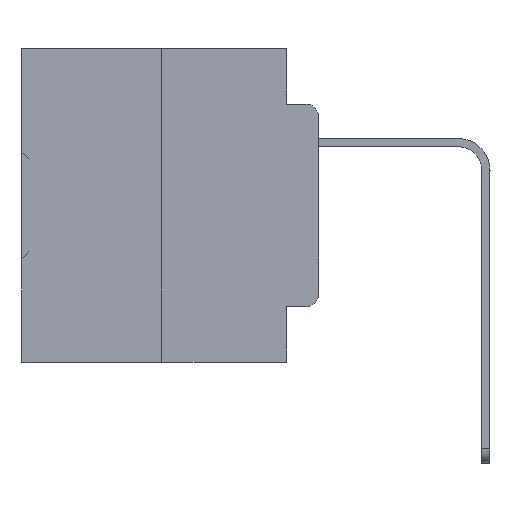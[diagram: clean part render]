
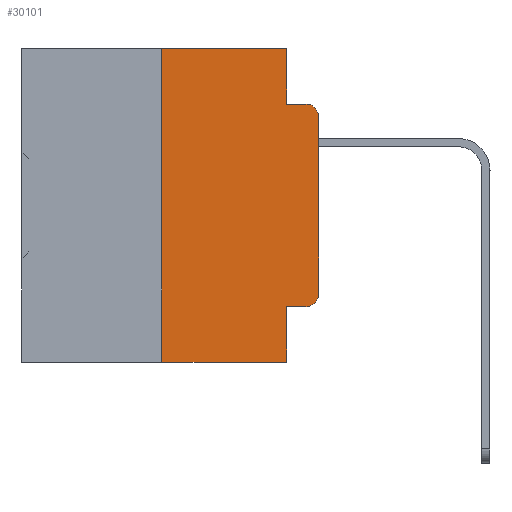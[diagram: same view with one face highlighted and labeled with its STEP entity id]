
A CAD part, left-side view. The second image highlights one B-rep face of the part: STEP entity #30101.
In plain terms, the highlighted planar face has unit normal (-1, 0, 0).
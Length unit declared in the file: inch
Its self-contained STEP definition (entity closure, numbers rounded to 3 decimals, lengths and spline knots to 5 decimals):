
#620 = VERTEX_POINT ( 'NONE', #32259 ) ;
#651 = ORIENTED_EDGE ( 'NONE', *, *, #33585, .T. ) ;
#972 = EDGE_CURVE ( 'NONE', #17085, #32882, #25195, .T. ) ;
#1373 = DIRECTION ( 'NONE',  ( 0., 0., -1. ) ) ;
#1459 = CARTESIAN_POINT ( 'NONE',  ( 0., 0.02, -0.0885 ) ) ;
#1689 = CARTESIAN_POINT ( 'NONE',  ( 0., 0.051, -0.4115 ) ) ;
#1696 = CARTESIAN_POINT ( 'NONE',  ( 0., 0.051, 0. ) ) ;
#1745 = DIRECTION ( 'NONE',  ( -1., 0., 0. ) ) ;
#1865 = ORIENTED_EDGE ( 'NONE', *, *, #2651, .T. ) ;
#2066 = VECTOR ( 'NONE', #4499, 39.37008 ) ;
#2225 = DIRECTION ( 'NONE',  ( 0., 0., -1. ) ) ;
#2242 = VERTEX_POINT ( 'NONE', #21453 ) ;
#2651 = EDGE_CURVE ( 'NONE', #620, #32882, #7807, .T. ) ;
#2821 = CARTESIAN_POINT ( 'NONE',  ( 0., 0.051, 0. ) ) ;
#3092 = VECTOR ( 'NONE', #7763, 39.37008 ) ;
#3461 = DIRECTION ( 'NONE',  ( 1., 0., 0. ) ) ;
#3494 = DIRECTION ( 'NONE',  ( 0., -1., 0. ) ) ;
#4499 = DIRECTION ( 'NONE',  ( 0., 0., -1. ) ) ;
#4682 = EDGE_CURVE ( 'NONE', #29214, #25744, #5342, .T. ) ;
#4928 = CARTESIAN_POINT ( 'NONE',  ( 0., 0.25, -0.5 ) ) ;
#5291 = ORIENTED_EDGE ( 'NONE', *, *, #29204, .T. ) ;
#5342 = LINE ( 'NONE', #17213, #17104 ) ;
#5536 = EDGE_CURVE ( 'NONE', #8409, #17085, #36976, .T. ) ;
#5661 = CARTESIAN_POINT ( 'NONE',  ( 0., 0.02, -0.1085 ) ) ;
#6794 = CARTESIAN_POINT ( 'NONE',  ( 0., 0.051, 0. ) ) ;
#7020 = EDGE_CURVE ( 'NONE', #18967, #26156, #27032, .T. ) ;
#7050 = VECTOR ( 'NONE', #35414, 39.37008 ) ;
#7763 = DIRECTION ( 'NONE',  ( 0., -1., 0. ) ) ;
#7807 = CIRCLE ( 'NONE', #32056, 0.02 ) ;
#8409 = VERTEX_POINT ( 'NONE', #1696 ) ;
#8980 = DIRECTION ( 'NONE',  ( 0., 0., 1. ) ) ;
#9090 = VECTOR ( 'NONE', #19439, 39.37008 ) ;
#9683 = AXIS2_PLACEMENT_3D ( 'NONE', #30499, #1745, #1373 ) ;
#10314 = ORIENTED_EDGE ( 'NONE', *, *, #20414, .T. ) ;
#10910 = LINE ( 'NONE', #22743, #9090 ) ;
#11173 = AXIS2_PLACEMENT_3D ( 'NONE', #26518, #3461, #17524 ) ;
#12012 = ORIENTED_EDGE ( 'NONE', *, *, #972, .F. ) ;
#12598 = LINE ( 'NONE', #21962, #3092 ) ;
#13329 = CARTESIAN_POINT ( 'NONE',  ( 0., 0.051, -0.5 ) ) ;
#14007 = ORIENTED_EDGE ( 'NONE', *, *, #4682, .F. ) ;
#14878 = CARTESIAN_POINT ( 'NONE',  ( 0., 0.051, -0.0885 ) ) ;
#15190 = FACE_OUTER_BOUND ( 'NONE', #19167, .T. ) ;
#16561 = DIRECTION ( 'NONE',  ( 0., 0., 1. ) ) ;
#16667 = DIRECTION ( 'NONE',  ( -1., 0., 0. ) ) ;
#16912 = CARTESIAN_POINT ( 'NONE',  ( 0., 0.25, 0. ) ) ;
#17085 = VERTEX_POINT ( 'NONE', #33376 ) ;
#17104 = VECTOR ( 'NONE', #8980, 39.37008 ) ;
#17213 = CARTESIAN_POINT ( 'NONE',  ( 0., 0.25, 0. ) ) ;
#17524 = DIRECTION ( 'NONE',  ( 0., 0., -1. ) ) ;
#17554 = ORIENTED_EDGE ( 'NONE', *, *, #28540, .T. ) ;
#18462 = ORIENTED_EDGE ( 'NONE', *, *, #5536, .F. ) ;
#18967 = VERTEX_POINT ( 'NONE', #1689 ) ;
#19167 = EDGE_LOOP ( 'NONE', ( #5291, #1865, #12012, #18462, #29500, #14007, #651, #32546, #10314, #17554 ) ) ;
#19392 = VECTOR ( 'NONE', #16561, 39.37008 ) ;
#19439 = DIRECTION ( 'NONE',  ( 0., -1., 0. ) ) ;
#20414 = EDGE_CURVE ( 'NONE', #18967, #22954, #10910, .T. ) ;
#21453 = CARTESIAN_POINT ( 'NONE',  ( 0., 0., -0.3915 ) ) ;
#21910 = CARTESIAN_POINT ( 'NONE',  ( 0., 0., 0. ) ) ;
#21962 = CARTESIAN_POINT ( 'NONE',  ( 0., 0.473, -0.5 ) ) ;
#22743 = CARTESIAN_POINT ( 'NONE',  ( 0., 0.051, -0.4115 ) ) ;
#22954 = VERTEX_POINT ( 'NONE', #26893 ) ;
#25195 = LINE ( 'NONE', #14878, #7050 ) ;
#25744 = VERTEX_POINT ( 'NONE', #16912 ) ;
#26037 = LINE ( 'NONE', #34532, #34629 ) ;
#26156 = VERTEX_POINT ( 'NONE', #13329 ) ;
#26518 = CARTESIAN_POINT ( 'NONE',  ( 0., 0.473, 0. ) ) ;
#26692 = CIRCLE ( 'NONE', #9683, 0.02 ) ;
#26893 = CARTESIAN_POINT ( 'NONE',  ( 0., 0.02, -0.4115 ) ) ;
#27032 = LINE ( 'NONE', #6794, #2066 ) ;
#28540 = EDGE_CURVE ( 'NONE', #22954, #2242, #26692, .T. ) ;
#29204 = EDGE_CURVE ( 'NONE', #2242, #620, #30223, .T. ) ;
#29214 = VERTEX_POINT ( 'NONE', #4928 ) ;
#29248 = VECTOR ( 'NONE', #37269, 39.37008 ) ;
#29500 = ORIENTED_EDGE ( 'NONE', *, *, #31254, .F. ) ;
#30101 = ADVANCED_FACE ( 'NONE', ( #15190 ), #32077, .F. ) ;
#30223 = LINE ( 'NONE', #21910, #19392 ) ;
#30499 = CARTESIAN_POINT ( 'NONE',  ( 0., 0.02, -0.3915 ) ) ;
#31254 = EDGE_CURVE ( 'NONE', #25744, #8409, #26037, .T. ) ;
#32056 = AXIS2_PLACEMENT_3D ( 'NONE', #5661, #16667, #2225 ) ;
#32077 = PLANE ( 'NONE',  #11173 ) ;
#32259 = CARTESIAN_POINT ( 'NONE',  ( 0., 0., -0.1085 ) ) ;
#32546 = ORIENTED_EDGE ( 'NONE', *, *, #7020, .F. ) ;
#32882 = VERTEX_POINT ( 'NONE', #1459 ) ;
#33376 = CARTESIAN_POINT ( 'NONE',  ( 0., 0.051, -0.0885 ) ) ;
#33585 = EDGE_CURVE ( 'NONE', #29214, #26156, #12598, .T. ) ;
#34532 = CARTESIAN_POINT ( 'NONE',  ( 0., 0.473, 0. ) ) ;
#34629 = VECTOR ( 'NONE', #3494, 39.37008 ) ;
#35414 = DIRECTION ( 'NONE',  ( 0., -1., 0. ) ) ;
#36976 = LINE ( 'NONE', #2821, #29248 ) ;
#37269 = DIRECTION ( 'NONE',  ( 0., 0., -1. ) ) ;
